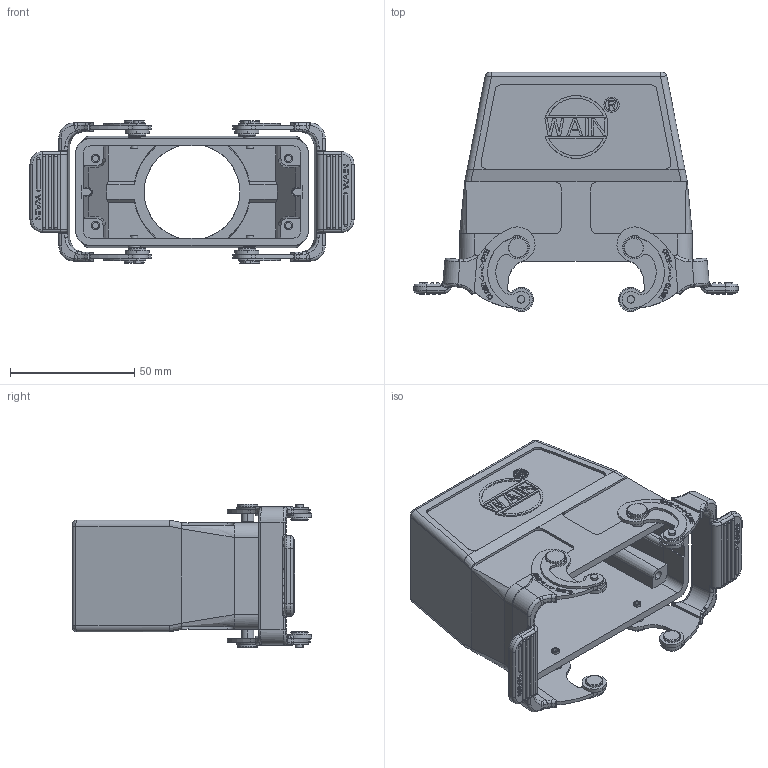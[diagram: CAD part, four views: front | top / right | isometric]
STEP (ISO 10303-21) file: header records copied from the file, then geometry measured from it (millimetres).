
FILE_DESCRIPTION((''),'2;1');
FILE_NAME('H16B-TEH-4B-M40','2018-07-03T',('lishuang.ye'),(''),'PRO/ENGINEER BY PARAMETRIC TECHNOLOGY CORPORATION, 2010180','PRO/ENGINEER BY PARAMETRIC TECHNOLOGY CORPORATION, 2010180','');
FILE_SCHEMA(('AUTOMOTIVE_DESIGN_CC2 { 1 2 10303 214 -1 1 5 2 }'));
Products named in the file (1): H16B-TEH-4B-M40
Bounding box: 130.3 x 96.2 x 57.5 mm (x, y, z)
Volume: 82444.3 mm3; surface area: 56830.3 mm2
Topology: 1 solids, 1 shells, 1524 faces, 4062 edges, 2706 vertices
Faces by surface type: plane 830, cylinder 310, extrusion 162, bspline 82, torus 56, cone 52, sphere 32
Entity records: 60853 total; most frequent: CARTESIAN_POINT 15415, ORIENTED_EDGE 8104, DIRECTION 7218, EDGE_CURVE 4052, VERTEX_POINT 2706, VECTOR 2586, LINE 2424, AXIS2_PLACEMENT_3D 2316
